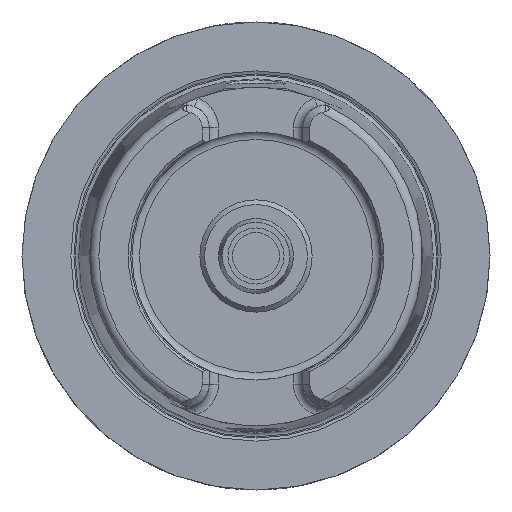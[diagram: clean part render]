
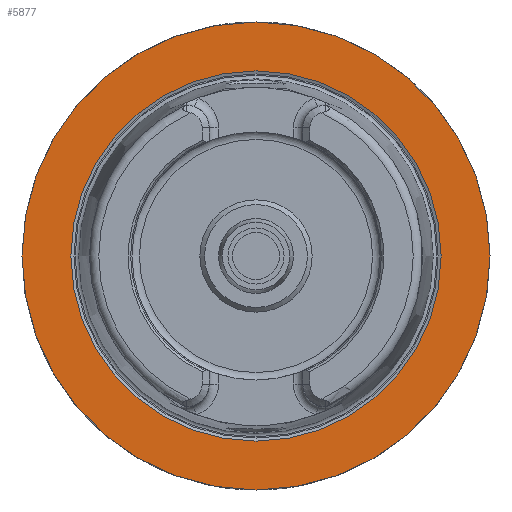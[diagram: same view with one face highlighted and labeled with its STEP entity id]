
A CAD part, left-side view. The second image highlights one B-rep face of the part: STEP entity #5877.
In plain terms, the highlighted planar face has unit normal (-1, 0, 0).
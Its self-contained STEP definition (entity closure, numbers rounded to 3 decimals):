
#5063=CARTESIAN_POINT('',(0.,50.0,0.0));
#5064=VERTEX_POINT('',#5063);
#5065=CARTESIAN_POINT('',(0.,0.,0.0));
#5066=DIRECTION('',(1.0,0.0,0.0));
#5067=DIRECTION('',(0.0,1.0,0.0));
#5068=AXIS2_PLACEMENT_3D('',#5065,#5066,#5067);
#5069=CIRCLE('',#5068,50.0);
#5070=EDGE_CURVE('',#5064,#5064,#5069,.T.);
#5851=CARTESIAN_POINT('',(0.,39.55,0.0));
#5852=VERTEX_POINT('',#5851);
#5853=CARTESIAN_POINT('',(0.,0.,0.0));
#5854=DIRECTION('',(1.0,0.0,0.0));
#5855=DIRECTION('',(0.0,1.0,0.0));
#5856=AXIS2_PLACEMENT_3D('',#5853,#5854,#5855);
#5857=CIRCLE('',#5856,39.55);
#5858=EDGE_CURVE('',#5852,#5852,#5857,.T.);
#5866=CARTESIAN_POINT('',(0.,44.775,0.0));
#5867=DIRECTION('',(-1.0,0.0,0.0));
#5868=DIRECTION('',(0.0,0.0,1.0));
#5869=AXIS2_PLACEMENT_3D('',#5866,#5867,#5868);
#5870=PLANE('',#5869);
#5871=ORIENTED_EDGE('',*,*,#5070,.F.);
#5872=EDGE_LOOP('',(#5871));
#5873=FACE_OUTER_BOUND('',#5872,.T.);
#5874=ORIENTED_EDGE('',*,*,#5858,.T.);
#5875=EDGE_LOOP('',(#5874));
#5876=FACE_BOUND('',#5875,.T.);
#5877=ADVANCED_FACE('',(#5873,#5876),#5870,.T.);
